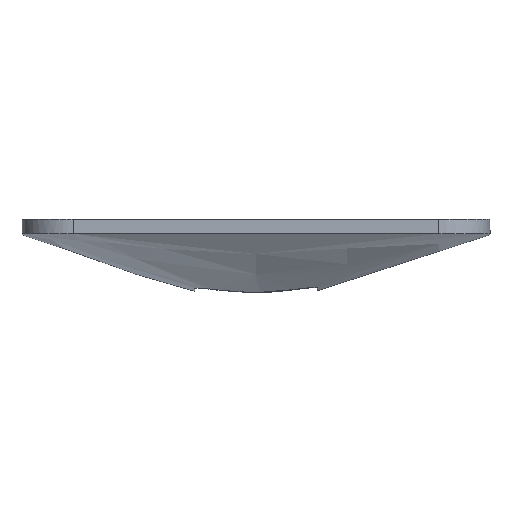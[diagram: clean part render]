
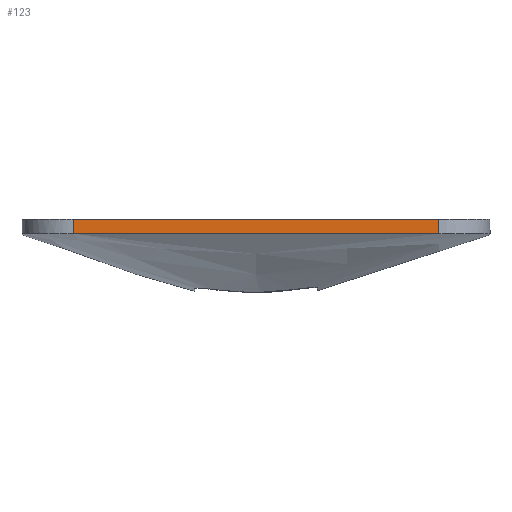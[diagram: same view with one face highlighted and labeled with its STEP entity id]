
A CAD part, top view. The second image highlights one B-rep face of the part: STEP entity #123.
In plain terms, the highlighted planar face has unit normal (0, 0, 1).
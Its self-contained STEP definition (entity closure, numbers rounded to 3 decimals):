
#123 = ADVANCED_FACE ( 'NONE', ( #717 ), #809, .F. ) ;
#137 = EDGE_CURVE ( 'NONE', #429, #615, #840, .T. ) ;
#141 = CARTESIAN_POINT ( 'NONE',  ( 128.338, 10., 264.316 ) ) ;
#173 = CARTESIAN_POINT ( 'NONE',  ( 128.338, 10., 264.316 ) ) ;
#195 = DIRECTION ( 'NONE',  ( 1., 0., 0. ) ) ;
#252 = AXIS2_PLACEMENT_3D ( 'NONE', #720, #816, #821 ) ;
#319 = CARTESIAN_POINT ( 'NONE',  ( -128.338, 10., 264.316 ) ) ;
#338 = VERTEX_POINT ( 'NONE', #946 ) ;
#392 = VECTOR ( 'NONE', #436, 1000. ) ;
#425 = VECTOR ( 'NONE', #195, 1000. ) ;
#427 = CARTESIAN_POINT ( 'NONE',  ( 128.338, 10., 264.316 ) ) ;
#429 = VERTEX_POINT ( 'NONE', #319 ) ;
#436 = DIRECTION ( 'NONE',  ( 0., -1., 0. ) ) ;
#466 = B_SPLINE_CURVE_WITH_KNOTS ( 'NONE', 5,
 ( #692, #537, #733, #737, #741, #744, #748, #749, #757, #761, #785, #790, #793, #797, #799 ),
 .UNSPECIFIED., .F., .F.,
 ( 6, 3, 3, 3, 6 ),
 ( 0., 0.044, 0.128, 0.212, 0.257 ),
 .UNSPECIFIED. ) ;
#487 = VERTEX_POINT ( 'NONE', #141 ) ;
#499 = VECTOR ( 'NONE', #813, 1000. ) ;
#537 = CARTESIAN_POINT ( 'NONE',  ( -119.466, -0.005, 264.316 ) ) ;
#547 = ORIENTED_EDGE ( 'NONE', *, *, #674, .T. ) ;
#574 = ORIENTED_EDGE ( 'NONE', *, *, #904, .F. ) ;
#586 = EDGE_LOOP ( 'NONE', ( #547, #603, #574, #863 ) ) ;
#603 = ORIENTED_EDGE ( 'NONE', *, *, #628, .F. ) ;
#615 = VERTEX_POINT ( 'NONE', #907 ) ;
#628 = EDGE_CURVE ( 'NONE', #487, #338, #784, .T. ) ;
#674 = EDGE_CURVE ( 'NONE', #615, #338, #466, .T. ) ;
#692 = CARTESIAN_POINT ( 'NONE',  ( -128.338, 0.001, 264.316 ) ) ;
#717 = FACE_OUTER_BOUND ( 'NONE', #586, .T. ) ;
#720 = CARTESIAN_POINT ( 'NONE',  ( 128.338, 10., 264.316 ) ) ;
#733 = CARTESIAN_POINT ( 'NONE',  ( -110.595, 0.007, 264.316 ) ) ;
#737 = CARTESIAN_POINT ( 'NONE',  ( -101.723, -0.003, 264.316 ) ) ;
#741 = CARTESIAN_POINT ( 'NONE',  ( -76.1, 0.004, 264.316 ) ) ;
#744 = CARTESIAN_POINT ( 'NONE',  ( -50.476, -0.003, 264.316 ) ) ;
#748 = CARTESIAN_POINT ( 'NONE',  ( -33.724, 0.002, 264.316 ) ) ;
#749 = CARTESIAN_POINT ( 'NONE',  ( -0.192, -0.003, 264.316 ) ) ;
#757 = CARTESIAN_POINT ( 'NONE',  ( 33.339, 0.003, 264.316 ) ) ;
#761 = CARTESIAN_POINT ( 'NONE',  ( 50.119, -0.005, 264.316 ) ) ;
#784 = LINE ( 'NONE', #427, #392 ) ;
#785 = CARTESIAN_POINT ( 'NONE',  ( 75.831, 0.006, 264.316 ) ) ;
#790 = CARTESIAN_POINT ( 'NONE',  ( 101.542, -0.005, 264.316 ) ) ;
#793 = CARTESIAN_POINT ( 'NONE',  ( 110.474, 0.01, 264.316 ) ) ;
#797 = CARTESIAN_POINT ( 'NONE',  ( 119.406, -0.006, 264.316 ) ) ;
#799 = CARTESIAN_POINT ( 'NONE',  ( 128.338, 0., 264.316 ) ) ;
#809 = PLANE ( 'NONE',  #252 ) ;
#813 = DIRECTION ( 'NONE',  ( 0., -1., 0. ) ) ;
#816 = DIRECTION ( 'NONE',  ( 0., 0., -1. ) ) ;
#821 = DIRECTION ( 'NONE',  ( -1., 0., 0. ) ) ;
#823 = CARTESIAN_POINT ( 'NONE',  ( -128.338, 10., 264.316 ) ) ;
#840 = LINE ( 'NONE', #823, #499 ) ;
#863 = ORIENTED_EDGE ( 'NONE', *, *, #137, .T. ) ;
#894 = LINE ( 'NONE', #173, #425 ) ;
#904 = EDGE_CURVE ( 'NONE', #429, #487, #894, .T. ) ;
#907 = CARTESIAN_POINT ( 'NONE',  ( -128.338, 0.001, 264.316 ) ) ;
#946 = CARTESIAN_POINT ( 'NONE',  ( 128.338, 0., 264.316 ) ) ;
